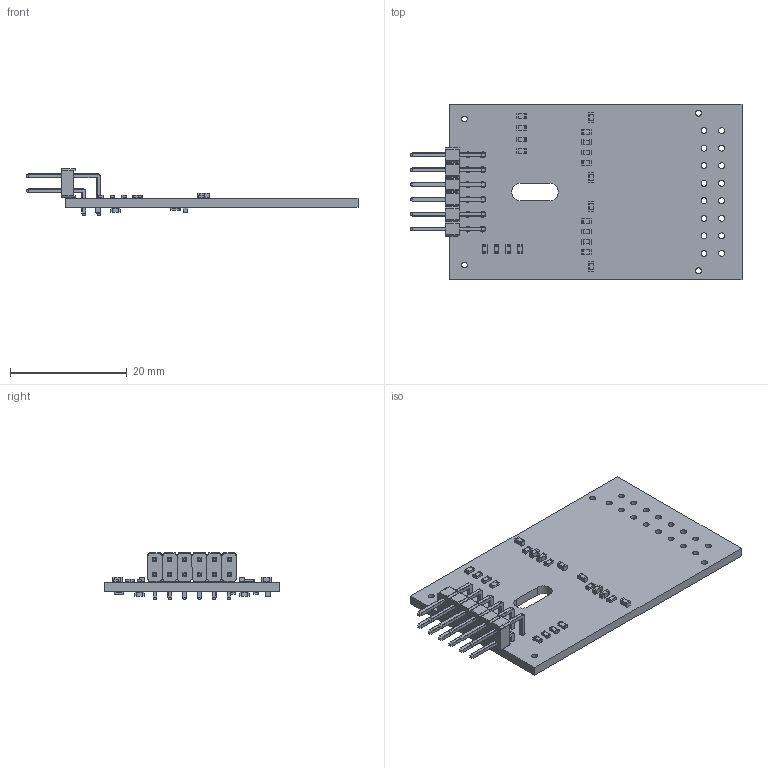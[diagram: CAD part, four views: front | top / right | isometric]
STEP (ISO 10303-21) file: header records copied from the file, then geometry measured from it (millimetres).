
FILE_DESCRIPTION(('KiCad electronic assembly'),'2;1');
FILE_NAME('mps-io.step','2024-10-30T17:57:43',('Pcbnew'),('Kicad'), 'Open CASCADE STEP processor 7.6','KiCad to STEP converter','Unknown' );
FILE_SCHEMA(('AUTOMOTIVE_DESIGN { 1 0 10303 214 1 1 1 1 }'));
Length unit declared in the file: millimetre
Products named in the file (8): mps-io 1; C_0603_1608Metric; R_0603_1608Metric; PH2RA-12-UA; mps-io_PCB
Assembly tree (61 placements, depth 3):
  mps-io 1
    C_0603_1608Metric  x22
      C_0603_1608Metric
    R_0603_1608Metric  x34
      R_0603_1608Metric
    PH2RA-12-UA
      PH2RA-12-UA
    mps-io_PCB
Bounding box: 56.8 x 30 x 8 mm (x, y, z)
Volume: 2592 mm3; surface area: 4563.3 mm2
Topology: 87 solids, 87 shells, 2778 faces, 6968 edges, 4312 vertices
Faces by surface type: plane 1392, cylinder 1146, torus 96, sphere 96, bspline 48
Full cylindrical faces by diameter (mm): 1 x14, 1.02 x18
Entity records: 39221 total; most frequent: CARTESIAN_POINT 8474, DIRECTION 6372, ORIENTED_EDGE 6232, EDGE_CURVE 3116, AXIS2_PLACEMENT_3D 2342, VERTEX_POINT 1852, LINE 1688, VECTOR 1688
